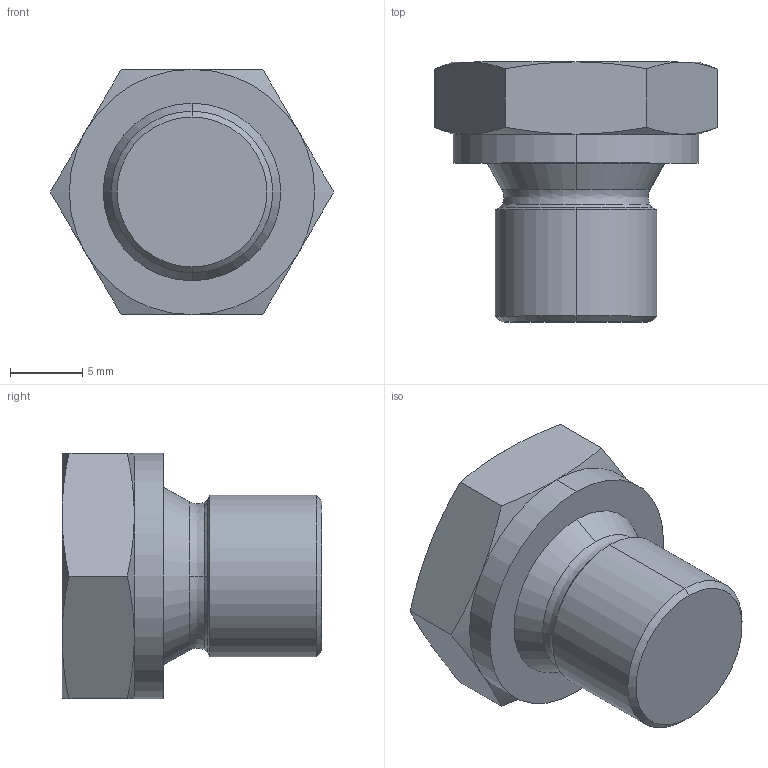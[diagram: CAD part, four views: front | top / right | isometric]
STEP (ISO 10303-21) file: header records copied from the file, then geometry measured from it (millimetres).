
FILE_DESCRIPTION(('STEP AP214'),'1');
FILE_NAME('0210_66_00.stp','2016-07-07T14:23:29',('TraceParts'),('TraceParts S.A.'),'Spatial InterOp 3D',' ',' ');
FILE_SCHEMA(('automotive_design'));
Length unit declared in the file: millimetre
Products named in the file (1): Import_e2
Bounding box: 19.63 x 18 x 17 mm (x, y, z)
Volume: 2758 mm3; surface area: 1258.2 mm2
Topology: 1 solids, 1 shells, 35 faces, 78 edges, 46 vertices
Faces by surface type: cone 18, plane 9, bspline 4, cylinder 4
Entity records: 1387 total; most frequent: CARTESIAN_POINT 340, DIRECTION 156, ORIENTED_EDGE 156, EDGE_CURVE 78, AXIS2_PLACEMENT_3D 70, VERTEX_POINT 46, CIRCLE 38, STYLED_ITEM 36
